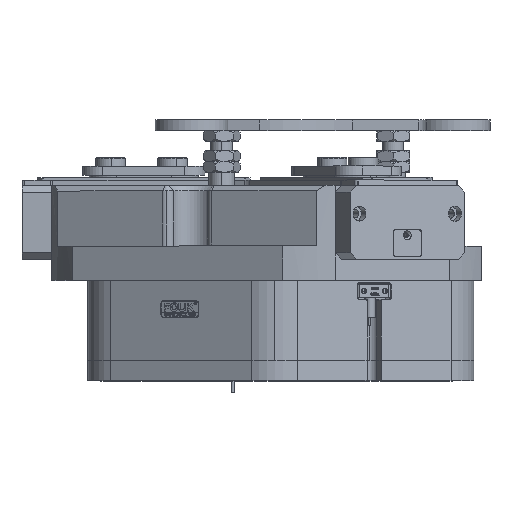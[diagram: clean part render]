
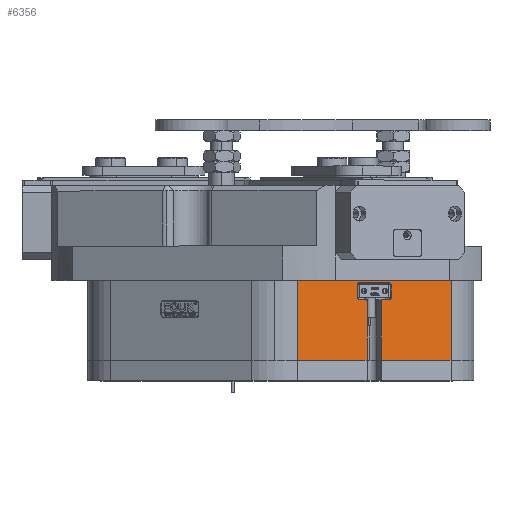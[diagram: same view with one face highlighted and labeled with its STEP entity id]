
A CAD part, top view. The second image highlights one B-rep face of the part: STEP entity #6356.
In plain terms, the highlighted planar face has unit normal (0.5, 0, 0.866).
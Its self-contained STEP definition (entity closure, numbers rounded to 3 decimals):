
#1165 = CARTESIAN_POINT ( 'NONE',  ( 65.544, 0., 126.126 ) ) ;
#1280 = CARTESIAN_POINT ( 'NONE',  ( 81.825, 55.5, 116.726 ) ) ;
#1682 = ORIENTED_EDGE ( 'NONE', *, *, #29476, .F. ) ;
#1719 = LINE ( 'NONE', #35319, #15238 ) ;
#1804 = CIRCLE ( 'NONE', #26716, 2.3 ) ;
#2022 = CARTESIAN_POINT ( 'NONE',  ( 128., 59.5, 90.067 ) ) ;
#2037 = VECTOR ( 'NONE', #9650, 1000. ) ;
#2056 = LINE ( 'NONE', #18801, #4694 ) ;
#2441 = DIRECTION ( 'NONE',  ( 0.866, 0., -0.5 ) ) ;
#2913 = CARTESIAN_POINT ( 'NONE',  ( 81.825, 57.8, 116.726 ) ) ;
#3464 = CARTESIAN_POINT ( 'NONE',  ( 60.175, 55.5, 129.226 ) ) ;
#3893 = CARTESIAN_POINT ( 'NONE',  ( 14., 59.5, 155.885 ) ) ;
#4381 = LINE ( 'NONE', #15868, #60168 ) ;
#4694 = VECTOR ( 'NONE', #19057, 1000. ) ;
#4825 = VERTEX_POINT ( 'NONE', #3893 ) ;
#4882 = FACE_OUTER_BOUND ( 'NONE', #5750, .T. ) ;
#5750 = EDGE_LOOP ( 'NONE', ( #20932, #6061, #44241, #65118, #53824, #14499, #25931, #72295, #40909, #50119, #35308, #22079, #47579, #14540, #1682, #9399, #10343, #59440 ) ) ;
#6061 = ORIENTED_EDGE ( 'NONE', *, *, #62145, .T. ) ;
#6356 = ADVANCED_FACE ( 'NONE', ( #4882 ), #46822, .T. ) ;
#7166 = CARTESIAN_POINT ( 'NONE',  ( 64.938, 45.2, 126.476 ) ) ;
#8813 = CARTESIAN_POINT ( 'NONE',  ( 128., 0., 90.067 ) ) ;
#9380 = VERTEX_POINT ( 'NONE', #39897 ) ;
#9399 = ORIENTED_EDGE ( 'NONE', *, *, #49045, .T. ) ;
#9650 = DIRECTION ( 'NONE',  ( 0., 1., 0. ) ) ;
#9795 = LINE ( 'NONE', #13584, #17923 ) ;
#10343 = ORIENTED_EDGE ( 'NONE', *, *, #23498, .F. ) ;
#11072 = CIRCLE ( 'NONE', #37051, 2.3 ) ;
#11700 = CIRCLE ( 'NONE', #43702, 2.3 ) ;
#12036 = DIRECTION ( 'NONE',  ( 0.866, 0., -0.5 ) ) ;
#12116 = DIRECTION ( 'NONE',  ( 0.866, 0., -0.5 ) ) ;
#12902 = VERTEX_POINT ( 'NONE', #44884 ) ;
#13023 = CARTESIAN_POINT ( 'NONE',  ( 64.938, 44.5, 126.476 ) ) ;
#13112 = VERTEX_POINT ( 'NONE', #1165 ) ;
#13416 = CARTESIAN_POINT ( 'NONE',  ( 77.062, 44.5, 119.476 ) ) ;
#13584 = CARTESIAN_POINT ( 'NONE',  ( 65.544, 44.5, 126.126 ) ) ;
#13671 = EDGE_CURVE ( 'NONE', #33544, #37470, #37663, .T. ) ;
#14291 = EDGE_CURVE ( 'NONE', #37470, #35531, #25080, .T. ) ;
#14499 = ORIENTED_EDGE ( 'NONE', *, *, #57694, .T. ) ;
#14540 = ORIENTED_EDGE ( 'NONE', *, *, #46741, .T. ) ;
#15238 = VECTOR ( 'NONE', #30035, 1000. ) ;
#15396 = EDGE_CURVE ( 'NONE', #4825, #65768, #40156, .T. ) ;
#15552 = CARTESIAN_POINT ( 'NONE',  ( 60.175, 47.5, 129.226 ) ) ;
#15868 = CARTESIAN_POINT ( 'NONE',  ( 284., 0., 0. ) ) ;
#16158 = AXIS2_PLACEMENT_3D ( 'NONE', #1280, #64087, #12116 ) ;
#17562 = CARTESIAN_POINT ( 'NONE',  ( 81.825, 47.5, 116.726 ) ) ;
#17923 = VECTOR ( 'NONE', #25648, 1000. ) ;
#18262 = LINE ( 'NONE', #61630, #2037 ) ;
#18801 = CARTESIAN_POINT ( 'NONE',  ( 76.456, 0., 119.826 ) ) ;
#19044 = VECTOR ( 'NONE', #2441, 1000. ) ;
#19057 = DIRECTION ( 'NONE',  ( 0., -1., 0. ) ) ;
#19307 = DIRECTION ( 'NONE',  ( 0.866, 0., -0.5 ) ) ;
#19789 = CARTESIAN_POINT ( 'NONE',  ( 58.183, 47.5, 130.376 ) ) ;
#20427 = CARTESIAN_POINT ( 'NONE',  ( 81.825, 57.8, 116.726 ) ) ;
#20932 = ORIENTED_EDGE ( 'NONE', *, *, #52877, .F. ) ;
#22079 = ORIENTED_EDGE ( 'NONE', *, *, #13671, .T. ) ;
#22665 = LINE ( 'NONE', #2913, #19044 ) ;
#23498 = EDGE_CURVE ( 'NONE', #4825, #58075, #71926, .T. ) ;
#24003 = EDGE_CURVE ( 'NONE', #49563, #59124, #11700, .T. ) ;
#25036 = CARTESIAN_POINT ( 'NONE',  ( 14., 0., 155.885 ) ) ;
#25080 = CIRCLE ( 'NONE', #67361, 0.7 ) ;
#25252 = VERTEX_POINT ( 'NONE', #59912 ) ;
#25648 = DIRECTION ( 'NONE',  ( 0., 1., 0. ) ) ;
#25931 = ORIENTED_EDGE ( 'NONE', *, *, #57034, .T. ) ;
#26702 = VERTEX_POINT ( 'NONE', #7166 ) ;
#26716 = AXIS2_PLACEMENT_3D ( 'NONE', #17562, #63221, #69268 ) ;
#27205 = DIRECTION ( 'NONE',  ( 0., -1., 0. ) ) ;
#29476 = EDGE_CURVE ( 'NONE', #62662, #30474, #64146, .T. ) ;
#30035 = DIRECTION ( 'NONE',  ( 0., 1., 0. ) ) ;
#30474 = VERTEX_POINT ( 'NONE', #37219 ) ;
#30550 = CARTESIAN_POINT ( 'NONE',  ( 77.062, 45.2, 119.476 ) ) ;
#30832 = CARTESIAN_POINT ( 'NONE',  ( 284., 0., 0. ) ) ;
#31710 = DIRECTION ( 'NONE',  ( 0.866, 0., -0.5 ) ) ;
#33544 = VERTEX_POINT ( 'NONE', #60918 ) ;
#33884 = CARTESIAN_POINT ( 'NONE',  ( 77.062, 45.2, 119.476 ) ) ;
#33899 = VECTOR ( 'NONE', #27205, 1000. ) ;
#33949 = CARTESIAN_POINT ( 'NONE',  ( 14., 754.9, 155.885 ) ) ;
#34731 = CARTESIAN_POINT ( 'NONE',  ( 60.175, 45.2, 129.226 ) ) ;
#35250 = CARTESIAN_POINT ( 'NONE',  ( 83.817, 47.5, 115.576 ) ) ;
#35308 = ORIENTED_EDGE ( 'NONE', *, *, #39147, .T. ) ;
#35319 = CARTESIAN_POINT ( 'NONE',  ( 128., 754.9, 90.067 ) ) ;
#35531 = VERTEX_POINT ( 'NONE', #59714 ) ;
#37051 = AXIS2_PLACEMENT_3D ( 'NONE', #3464, #60521, #66305 ) ;
#37219 = CARTESIAN_POINT ( 'NONE',  ( 76.456, 0., 119.826 ) ) ;
#37470 = VERTEX_POINT ( 'NONE', #33884 ) ;
#37663 = LINE ( 'NONE', #30550, #51080 ) ;
#39147 = EDGE_CURVE ( 'NONE', #9380, #33544, #1804, .T. ) ;
#39897 = CARTESIAN_POINT ( 'NONE',  ( 83.817, 47.5, 115.576 ) ) ;
#40156 = LINE ( 'NONE', #33949, #33899 ) ;
#40301 = EDGE_CURVE ( 'NONE', #58212, #25252, #40312, .T. ) ;
#40312 = CIRCLE ( 'NONE', #16158, 2.3 ) ;
#40909 = ORIENTED_EDGE ( 'NONE', *, *, #40301, .T. ) ;
#41400 = VECTOR ( 'NONE', #68342, 1000. ) ;
#41662 = VECTOR ( 'NONE', #71238, 1000. ) ;
#43702 = AXIS2_PLACEMENT_3D ( 'NONE', #15552, #66771, #61252 ) ;
#43947 = CARTESIAN_POINT ( 'NONE',  ( 60.175, 45.2, 129.226 ) ) ;
#44241 = ORIENTED_EDGE ( 'NONE', *, *, #55916, .T. ) ;
#44484 = CIRCLE ( 'NONE', #49999, 0.7 ) ;
#44884 = CARTESIAN_POINT ( 'NONE',  ( 58.183, 55.5, 130.376 ) ) ;
#45248 = CARTESIAN_POINT ( 'NONE',  ( 60.175, 57.8, 129.226 ) ) ;
#46741 = EDGE_CURVE ( 'NONE', #35531, #30474, #2056, .T. ) ;
#46822 = PLANE ( 'NONE',  #67054 ) ;
#47579 = ORIENTED_EDGE ( 'NONE', *, *, #14291, .T. ) ;
#47837 = EDGE_CURVE ( 'NONE', #25252, #9380, #65735, .T. ) ;
#48091 = DIRECTION ( 'NONE',  ( -0.866, 0., 0.5 ) ) ;
#48360 = DIRECTION ( 'NONE',  ( 0.5, 0., 0.866 ) ) ;
#49045 = EDGE_CURVE ( 'NONE', #62662, #58075, #1719, .T. ) ;
#49563 = VERTEX_POINT ( 'NONE', #34731 ) ;
#49999 = AXIS2_PLACEMENT_3D ( 'NONE', #13023, #48360, #19307 ) ;
#50119 = ORIENTED_EDGE ( 'NONE', *, *, #47837, .T. ) ;
#50423 = VECTOR ( 'NONE', #63869, 1000. ) ;
#51080 = VECTOR ( 'NONE', #48091, 1000. ) ;
#51445 = DIRECTION ( 'NONE',  ( -0.866, 0., 0.5 ) ) ;
#52877 = EDGE_CURVE ( 'NONE', #13112, #65768, #4381, .T. ) ;
#53824 = ORIENTED_EDGE ( 'NONE', *, *, #24003, .T. ) ;
#54793 = DIRECTION ( 'NONE',  ( 0.5, 0., 0.866 ) ) ;
#55916 = EDGE_CURVE ( 'NONE', #57844, #26702, #44484, .T. ) ;
#55990 = DIRECTION ( 'NONE',  ( -0.866, 0., 0.5 ) ) ;
#56036 = CARTESIAN_POINT ( 'NONE',  ( 284., 59.5, 0. ) ) ;
#56840 = CARTESIAN_POINT ( 'NONE',  ( 65.544, 44.5, 126.126 ) ) ;
#57034 = EDGE_CURVE ( 'NONE', #12902, #69158, #11072, .T. ) ;
#57648 = LINE ( 'NONE', #43947, #59449 ) ;
#57694 = EDGE_CURVE ( 'NONE', #59124, #12902, #18262, .T. ) ;
#57844 = VERTEX_POINT ( 'NONE', #56840 ) ;
#58075 = VERTEX_POINT ( 'NONE', #2022 ) ;
#58212 = VERTEX_POINT ( 'NONE', #20427 ) ;
#58409 = EDGE_CURVE ( 'NONE', #26702, #49563, #57648, .T. ) ;
#59124 = VERTEX_POINT ( 'NONE', #19789 ) ;
#59440 = ORIENTED_EDGE ( 'NONE', *, *, #15396, .T. ) ;
#59449 = VECTOR ( 'NONE', #55990, 1000. ) ;
#59714 = CARTESIAN_POINT ( 'NONE',  ( 76.456, 44.5, 119.826 ) ) ;
#59912 = CARTESIAN_POINT ( 'NONE',  ( 83.817, 55.5, 115.576 ) ) ;
#60168 = VECTOR ( 'NONE', #51445, 1000. ) ;
#60521 = DIRECTION ( 'NONE',  ( -0.5, 0., -0.866 ) ) ;
#60918 = CARTESIAN_POINT ( 'NONE',  ( 81.825, 45.2, 116.726 ) ) ;
#61252 = DIRECTION ( 'NONE',  ( 0.866, 0., -0.5 ) ) ;
#61630 = CARTESIAN_POINT ( 'NONE',  ( 58.183, 55.5, 130.376 ) ) ;
#62145 = EDGE_CURVE ( 'NONE', #13112, #57844, #9795, .T. ) ;
#62662 = VERTEX_POINT ( 'NONE', #8813 ) ;
#63221 = DIRECTION ( 'NONE',  ( -0.5, 0., -0.866 ) ) ;
#63869 = DIRECTION ( 'NONE',  ( 0., -1., 0. ) ) ;
#64087 = DIRECTION ( 'NONE',  ( -0.5, 0., -0.866 ) ) ;
#64146 = LINE ( 'NONE', #30832, #41662 ) ;
#64620 = DIRECTION ( 'NONE',  ( 0.5, 0., 0.866 ) ) ;
#65118 = ORIENTED_EDGE ( 'NONE', *, *, #58409, .T. ) ;
#65735 = LINE ( 'NONE', #35250, #50423 ) ;
#65768 = VERTEX_POINT ( 'NONE', #25036 ) ;
#66127 = CARTESIAN_POINT ( 'NONE',  ( 284., 754.9, 0. ) ) ;
#66305 = DIRECTION ( 'NONE',  ( 0.866, 0., -0.5 ) ) ;
#66771 = DIRECTION ( 'NONE',  ( -0.5, 0., -0.866 ) ) ;
#67054 = AXIS2_PLACEMENT_3D ( 'NONE', #66127, #54793, #31710 ) ;
#67361 = AXIS2_PLACEMENT_3D ( 'NONE', #13416, #64620, #12036 ) ;
#68342 = DIRECTION ( 'NONE',  ( 0.866, 0., -0.5 ) ) ;
#68486 = EDGE_CURVE ( 'NONE', #69158, #58212, #22665, .T. ) ;
#69158 = VERTEX_POINT ( 'NONE', #45248 ) ;
#69268 = DIRECTION ( 'NONE',  ( 0.866, 0., -0.5 ) ) ;
#71238 = DIRECTION ( 'NONE',  ( -0.866, 0., 0.5 ) ) ;
#71926 = LINE ( 'NONE', #56036, #41400 ) ;
#72295 = ORIENTED_EDGE ( 'NONE', *, *, #68486, .T. ) ;
